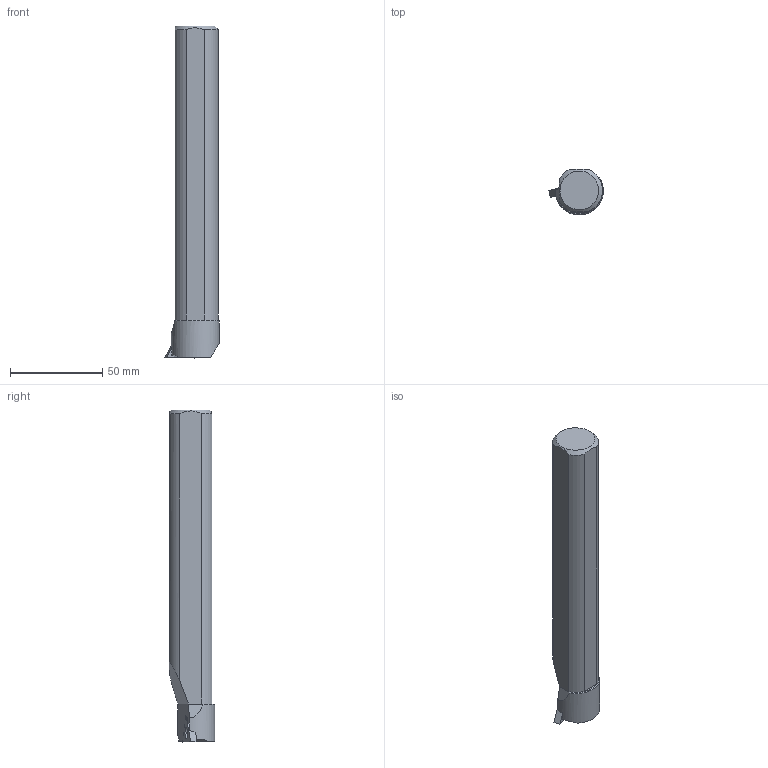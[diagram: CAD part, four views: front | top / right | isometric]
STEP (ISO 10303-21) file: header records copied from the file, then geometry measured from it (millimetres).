
FILE_DESCRIPTION(/* description */ (''),/* implementation_level */ '2;1');
FILE_NAME(/* name */ 'SIR 2325 Q 16_205117336_SIM.stp',/* time_stamp */ '2024-02-07T19:23:48+01:00',/* author */ (''),/* organization */ (''),/* preprocessor_version */ 'ST-DEVELOPER v16.7',/* originating_system */ 'SIEMENS PLM Software NX 12.0',/* authorisation */ '');
FILE_SCHEMA (('AUTOMOTIVE_DESIGN { 1 0 10303 214 3 1 1 1 }'));
Length unit declared in the file: millimetre
Products named in the file (1): nd733A00B10Fhy5q
Bounding box: 29.54 x 24.5 x 180.11 mm (x, y, z)
Volume: 80070.2 mm3; surface area: 14960.6 mm2
Topology: 2 solids, 2 shells, 28 faces, 65 edges, 41 vertices
Faces by surface type: plane 19, cylinder 5, cone 3, torus 1
Full cylindrical faces by diameter (mm): 4 x1
Entity records: 818 total; most frequent: CARTESIAN_POINT 150, DIRECTION 133, ORIENTED_EDGE 120, EDGE_CURVE 60, AXIS2_PLACEMENT_3D 49, VERTEX_POINT 40, LINE 35, VECTOR 35
